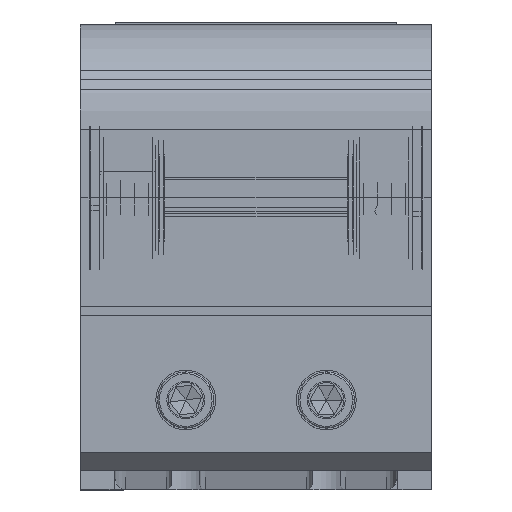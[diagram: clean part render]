
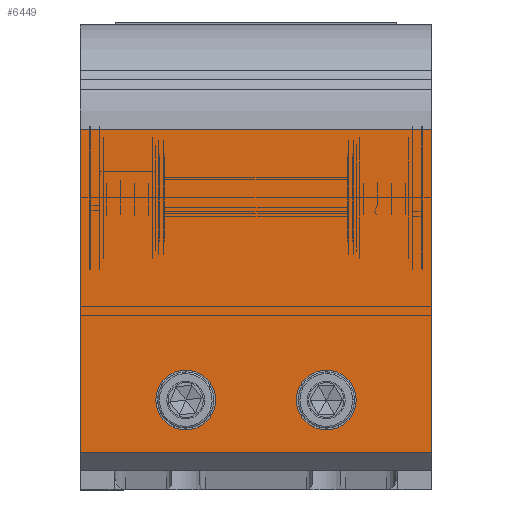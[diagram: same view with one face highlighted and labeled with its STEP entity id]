
A CAD part, top view. The second image highlights one B-rep face of the part: STEP entity #6449.
In plain terms, the highlighted planar face has unit normal (0, 0, 1).
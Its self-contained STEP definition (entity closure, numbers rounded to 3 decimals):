
#1314 = CIRCLE ( 'NONE', #292123, 8.5 ) ;
#6449 = ADVANCED_FACE ( 'NONE', ( #54515, #281419, #100813 ), #76931, .F. ) ;
#7929 = CARTESIAN_POINT ( 'NONE',  ( 201.658, 203.108, 657.202 ) ) ;
#15179 = LINE ( 'NONE', #181002, #203689 ) ;
#18249 = CARTESIAN_POINT ( 'NONE',  ( 131.658, 218.108, 657.202 ) ) ;
#18515 = EDGE_CURVE ( 'NONE', #110841, #267816, #118712, .T. ) ;
#23269 = LINE ( 'NONE', #275609, #78640 ) ;
#23678 = CARTESIAN_POINT ( 'NONE',  ( 171.658, 218.108, 657.202 ) ) ;
#28437 = EDGE_CURVE ( 'NONE', #286791, #258718, #15179, .T. ) ;
#28712 = AXIS2_PLACEMENT_3D ( 'NONE', #132021, #42369, #221616 ) ;
#29996 = EDGE_LOOP ( 'NONE', ( #257130, #60439 ) ) ;
#33619 = CARTESIAN_POINT ( 'NONE',  ( 201.658, 295.108, 657.202 ) ) ;
#34529 = DIRECTION ( 'NONE',  ( 0., 0., 1. ) ) ;
#39267 = AXIS2_PLACEMENT_3D ( 'NONE', #128601, #34529, #216732 ) ;
#42369 = DIRECTION ( 'NONE',  ( 0., 0., -1. ) ) ;
#45731 = DIRECTION ( 'NONE',  ( -1., 0., 0. ) ) ;
#54515 = FACE_BOUND ( 'NONE', #237598, .T. ) ;
#56715 = CARTESIAN_POINT ( 'NONE',  ( 163.158, 218.108, 657.202 ) ) ;
#59338 = CARTESIAN_POINT ( 'NONE',  ( 201.658, 203.108, 657.202 ) ) ;
#60439 = ORIENTED_EDGE ( 'NONE', *, *, #200818, .F. ) ;
#69792 = CARTESIAN_POINT ( 'NONE',  ( 180.158, 218.108, 657.202 ) ) ;
#76931 = PLANE ( 'NONE',  #28712 ) ;
#78640 = VECTOR ( 'NONE', #45731, 1000. ) ;
#87300 = ORIENTED_EDGE ( 'NONE', *, *, #28437, .T. ) ;
#88905 = CARTESIAN_POINT ( 'NONE',  ( 140.158, 218.108, 657.202 ) ) ;
#90192 = AXIS2_PLACEMENT_3D ( 'NONE', #138639, #229765, #116291 ) ;
#94399 = VERTEX_POINT ( 'NONE', #56715 ) ;
#96391 = VERTEX_POINT ( 'NONE', #69792 ) ;
#100813 = FACE_OUTER_BOUND ( 'NONE', #122453, .T. ) ;
#101967 = CARTESIAN_POINT ( 'NONE',  ( 101.658, 203.108, 657.202 ) ) ;
#103906 = VECTOR ( 'NONE', #126225, 1000. ) ;
#110841 = VERTEX_POINT ( 'NONE', #124827 ) ;
#113995 = ORIENTED_EDGE ( 'NONE', *, *, #235988, .T. ) ;
#115176 = EDGE_CURVE ( 'NONE', #259557, #258718, #23269, .T. ) ;
#116291 = DIRECTION ( 'NONE',  ( 1., 0., 0. ) ) ;
#118712 = CIRCLE ( 'NONE', #90192, 8.5 ) ;
#122453 = EDGE_LOOP ( 'NONE', ( #87300, #208218, #271065, #113995 ) ) ;
#124827 = CARTESIAN_POINT ( 'NONE',  ( 123.158, 218.108, 657.202 ) ) ;
#124893 = VERTEX_POINT ( 'NONE', #254545 ) ;
#126225 = DIRECTION ( 'NONE',  ( -1., 0., 0. ) ) ;
#128601 = CARTESIAN_POINT ( 'NONE',  ( 171.658, 218.108, 657.202 ) ) ;
#132021 = CARTESIAN_POINT ( 'NONE',  ( 201.658, 203.108, 657.202 ) ) ;
#138639 = CARTESIAN_POINT ( 'NONE',  ( 131.658, 218.108, 657.202 ) ) ;
#158286 = AXIS2_PLACEMENT_3D ( 'NONE', #18249, #291581, #178232 ) ;
#172831 = LINE ( 'NONE', #59338, #261452 ) ;
#178232 = DIRECTION ( 'NONE',  ( 1., 0., 0. ) ) ;
#181002 = CARTESIAN_POINT ( 'NONE',  ( 101.658, 203.108, 657.202 ) ) ;
#200818 = EDGE_CURVE ( 'NONE', #94399, #96391, #277495, .T. ) ;
#203689 = VECTOR ( 'NONE', #269101, 1000. ) ;
#205859 = EDGE_CURVE ( 'NONE', #124893, #259557, #172831, .T. ) ;
#207422 = DIRECTION ( 'NONE',  ( 1., 0., 0. ) ) ;
#208218 = ORIENTED_EDGE ( 'NONE', *, *, #115176, .F. ) ;
#212775 = EDGE_CURVE ( 'NONE', #96391, #94399, #1314, .T. ) ;
#216732 = DIRECTION ( 'NONE',  ( 1., 0., 0. ) ) ;
#221616 = DIRECTION ( 'NONE',  ( 0., 1., 0. ) ) ;
#229765 = DIRECTION ( 'NONE',  ( 0., 0., 1. ) ) ;
#235988 = EDGE_CURVE ( 'NONE', #124893, #286791, #262080, .T. ) ;
#237598 = EDGE_LOOP ( 'NONE', ( #285644, #255130 ) ) ;
#245149 = EDGE_CURVE ( 'NONE', #267816, #110841, #291745, .T. ) ;
#254545 = CARTESIAN_POINT ( 'NONE',  ( 201.658, 295.108, 657.202 ) ) ;
#255130 = ORIENTED_EDGE ( 'NONE', *, *, #18515, .F. ) ;
#257130 = ORIENTED_EDGE ( 'NONE', *, *, #212775, .F. ) ;
#258718 = VERTEX_POINT ( 'NONE', #101967 ) ;
#259557 = VERTEX_POINT ( 'NONE', #7929 ) ;
#261452 = VECTOR ( 'NONE', #266819, 1000. ) ;
#262080 = LINE ( 'NONE', #33619, #103906 ) ;
#266819 = DIRECTION ( 'NONE',  ( 0., -1., 0. ) ) ;
#267816 = VERTEX_POINT ( 'NONE', #88905 ) ;
#269101 = DIRECTION ( 'NONE',  ( 0., -1., 0. ) ) ;
#271065 = ORIENTED_EDGE ( 'NONE', *, *, #205859, .F. ) ;
#274582 = DIRECTION ( 'NONE',  ( 0., 0., 1. ) ) ;
#275609 = CARTESIAN_POINT ( 'NONE',  ( 201.658, 203.108, 657.202 ) ) ;
#277495 = CIRCLE ( 'NONE', #39267, 8.5 ) ;
#281419 = FACE_BOUND ( 'NONE', #29996, .T. ) ;
#284653 = CARTESIAN_POINT ( 'NONE',  ( 101.658, 295.108, 657.202 ) ) ;
#285644 = ORIENTED_EDGE ( 'NONE', *, *, #245149, .F. ) ;
#286791 = VERTEX_POINT ( 'NONE', #284653 ) ;
#291581 = DIRECTION ( 'NONE',  ( 0., 0., 1. ) ) ;
#291745 = CIRCLE ( 'NONE', #158286, 8.5 ) ;
#292123 = AXIS2_PLACEMENT_3D ( 'NONE', #23678, #274582, #207422 ) ;
